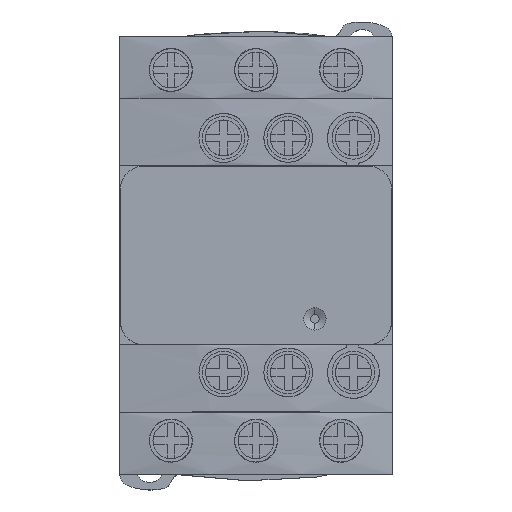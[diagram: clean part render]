
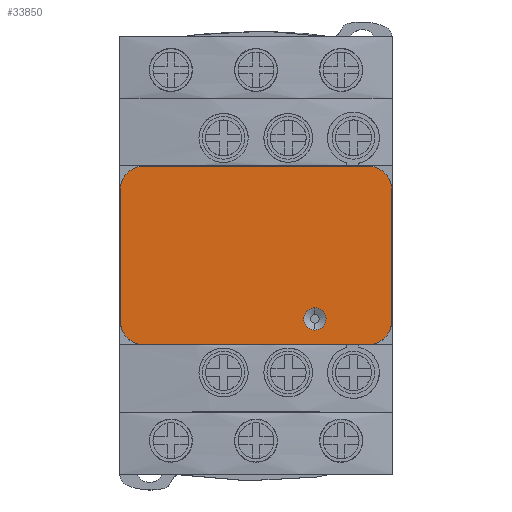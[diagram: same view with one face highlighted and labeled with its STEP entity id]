
A CAD part, top view. The second image highlights one B-rep face of the part: STEP entity #33850.
In plain terms, the highlighted planar face has unit normal (0, 0, 1).
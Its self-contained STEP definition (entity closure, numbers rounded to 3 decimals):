
#33457=CARTESIAN_POINT('',(4.,49.201,85.55));
#33458=DIRECTION('',(0.,0.,1.));
#33459=DIRECTION('',(0.,1.,0.));
#33460=AXIS2_PLACEMENT_3D('',#33457,#33458,#33459);
#33465=DIRECTION('',(-1.,0.,0.));
#33466=VECTOR('',#33465,36.8);
#33467=CARTESIAN_POINT('',(40.8,53.152,85.55));
#33468=LINE('',#33467,#33466);
#33472=CARTESIAN_POINT('',(40.8,49.201,85.55));
#33473=DIRECTION('',(0.,0.,1.));
#33474=DIRECTION('',(1.,0.,0.));
#33475=AXIS2_PLACEMENT_3D('',#33472,#33473,#33474);
#33480=DIRECTION('',(0.,1.,0.));
#33481=VECTOR('',#33480,21.5);
#33482=CARTESIAN_POINT('',(44.751,27.701,85.55));
#33483=LINE('',#33482,#33481);
#33487=CARTESIAN_POINT('',(40.8,27.701,85.55));
#33488=DIRECTION('',(0.,0.,1.));
#33489=DIRECTION('',(0.,-1.,0.));
#33490=AXIS2_PLACEMENT_3D('',#33487,#33488,#33489);
#33495=DIRECTION('',(1.,0.,0.));
#33496=VECTOR('',#33495,36.8);
#33497=CARTESIAN_POINT('',(4.,23.75,85.55));
#33498=LINE('',#33497,#33496);
#33502=CARTESIAN_POINT('',(4.,27.701,85.55));
#33503=DIRECTION('',(0.,0.,1.));
#33504=DIRECTION('',(-1.,0.,0.));
#33505=AXIS2_PLACEMENT_3D('',#33502,#33503,#33504);
#33510=DIRECTION('',(0.,-1.,0.));
#33511=VECTOR('',#33510,21.5);
#33512=CARTESIAN_POINT('',(0.049,49.201,85.55));
#33513=LINE('',#33512,#33511);
#33517=CARTESIAN_POINT('',(32.1,28.,85.55));
#33518=DIRECTION('',(0.,0.,1.));
#33519=DIRECTION('',(0.,1.,0.));
#33520=AXIS2_PLACEMENT_3D('',#33517,#33518,#33519);
#33525=CARTESIAN_POINT('',(32.1,28.,85.55));
#33526=DIRECTION('',(0.,0.,1.));
#33527=DIRECTION('',(0.,-1.,0.));
#33528=AXIS2_PLACEMENT_3D('',#33525,#33526,#33527);
#33593=CARTESIAN_POINT('',(4.,53.152,85.55));
#33594=CARTESIAN_POINT('',(0.049,49.201,85.55));
#33595=VERTEX_POINT('',#33593);
#33596=VERTEX_POINT('',#33594);
#33597=CARTESIAN_POINT('',(0.049,27.701,85.55));
#33598=VERTEX_POINT('',#33597);
#33599=CARTESIAN_POINT('',(4.,23.75,85.55));
#33600=VERTEX_POINT('',#33599);
#33601=CARTESIAN_POINT('',(40.8,23.75,85.55));
#33602=VERTEX_POINT('',#33601);
#33603=CARTESIAN_POINT('',(44.751,27.701,85.55));
#33604=VERTEX_POINT('',#33603);
#33605=CARTESIAN_POINT('',(44.751,49.201,85.55));
#33606=VERTEX_POINT('',#33605);
#33607=CARTESIAN_POINT('',(40.8,53.152,85.55));
#33608=VERTEX_POINT('',#33607);
#33617=CARTESIAN_POINT('',(32.1,29.83,85.55));
#33618=CARTESIAN_POINT('',(32.1,26.17,85.55));
#33619=VERTEX_POINT('',#33617);
#33620=VERTEX_POINT('',#33618);
#33829=CARTESIAN_POINT('',(0.,0.,85.55));
#33830=DIRECTION('',(0.,0.,1.));
#33831=DIRECTION('',(1.,0.,0.));
#33832=AXIS2_PLACEMENT_3D('',#33829,#33830,#33831);
#33833=PLANE('',#33832);
#33834=ORIENTED_EDGE('',*,*,#33669,.F.);
#33835=ORIENTED_EDGE('',*,*,#33691,.F.);
#33836=ORIENTED_EDGE('',*,*,#33712,.F.);
#33837=ORIENTED_EDGE('',*,*,#33733,.F.);
#33838=ORIENTED_EDGE('',*,*,#33754,.F.);
#33839=ORIENTED_EDGE('',*,*,#33775,.F.);
#33840=ORIENTED_EDGE('',*,*,#33796,.F.);
#33841=ORIENTED_EDGE('',*,*,#33816,.F.);
#33842=EDGE_LOOP('',(#33834,#33835,#33836,#33837,#33838,#33839,#33840,#33841));
#33843=FACE_OUTER_BOUND('',#33842,.F.);
#33845=ORIENTED_EDGE('',*,*,#33844,.T.);
#33847=ORIENTED_EDGE('',*,*,#33846,.T.);
#33848=EDGE_LOOP('',(#33845,#33847));
#33849=FACE_BOUND('',#33848,.F.);
#33461=CIRCLE('',#33460,3.951);
#33476=CIRCLE('',#33475,3.951);
#33491=CIRCLE('',#33490,3.951);
#33506=CIRCLE('',#33505,3.951);
#33521=CIRCLE('',#33520,1.83);
#33529=CIRCLE('',#33528,1.83);
#33669=EDGE_CURVE('',#33595,#33596,#33461,.T.);
#33691=EDGE_CURVE('',#33608,#33595,#33468,.T.);
#33712=EDGE_CURVE('',#33606,#33608,#33476,.T.);
#33733=EDGE_CURVE('',#33604,#33606,#33483,.T.);
#33754=EDGE_CURVE('',#33602,#33604,#33491,.T.);
#33775=EDGE_CURVE('',#33600,#33602,#33498,.T.);
#33796=EDGE_CURVE('',#33598,#33600,#33506,.T.);
#33816=EDGE_CURVE('',#33596,#33598,#33513,.T.);
#33844=EDGE_CURVE('',#33619,#33620,#33521,.T.);
#33846=EDGE_CURVE('',#33620,#33619,#33529,.T.);
#33850=ADVANCED_FACE('',(#33843,#33849),#33833,.T.);
